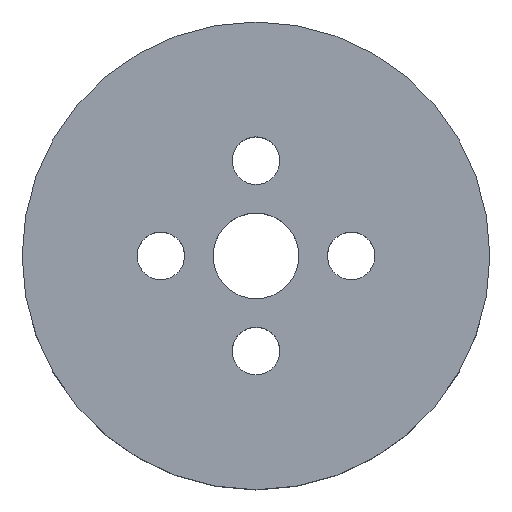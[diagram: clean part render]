
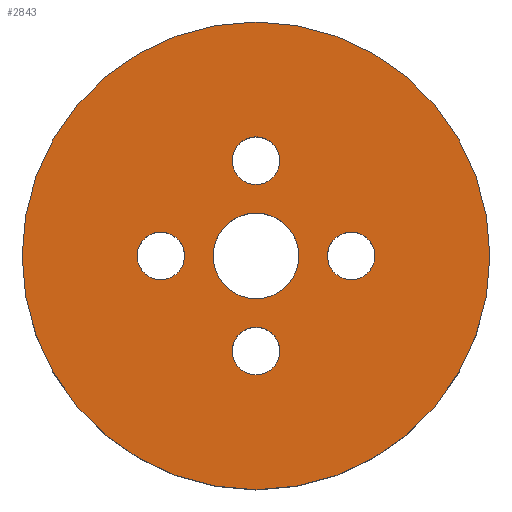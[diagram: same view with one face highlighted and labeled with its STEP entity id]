
A CAD part, top view. The second image highlights one B-rep face of the part: STEP entity #2843.
In plain terms, the highlighted planar face has unit normal (0, 0, 1).
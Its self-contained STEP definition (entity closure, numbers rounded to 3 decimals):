
#23=FACE_BOUND('',#337,.T.);
#24=FACE_BOUND('',#338,.T.);
#25=FACE_BOUND('',#339,.T.);
#26=FACE_BOUND('',#340,.T.);
#27=FACE_BOUND('',#341,.T.);
#31=PLANE('',#3307);
#179=FACE_OUTER_BOUND('',#336,.T.);
#336=EDGE_LOOP('',(#2393));
#337=EDGE_LOOP('',(#2394));
#338=EDGE_LOOP('',(#2395));
#339=EDGE_LOOP('',(#2396));
#340=EDGE_LOOP('',(#2397));
#341=EDGE_LOOP('',(#2398));
#641=CIRCLE('',#2872,2.);
#643=CIRCLE('',#2875,2.);
#645=CIRCLE('',#2878,2.);
#647=CIRCLE('',#2881,2.);
#930=CIRCLE('',#3306,19.659);
#931=CIRCLE('',#3308,3.6);
#935=VERTEX_POINT('',#4357);
#937=VERTEX_POINT('',#4363);
#939=VERTEX_POINT('',#4369);
#941=VERTEX_POINT('',#4375);
#1224=VERTEX_POINT('',#5223);
#1225=VERTEX_POINT('',#5227);
#1229=EDGE_CURVE('',#935,#935,#641,.T.);
#1232=EDGE_CURVE('',#937,#937,#643,.T.);
#1235=EDGE_CURVE('',#939,#939,#645,.T.);
#1238=EDGE_CURVE('',#941,#941,#647,.T.);
#1662=EDGE_CURVE('',#1224,#1224,#930,.T.);
#1663=EDGE_CURVE('',#1225,#1225,#931,.T.);
#2393=ORIENTED_EDGE('',*,*,#1662,.T.);
#2394=ORIENTED_EDGE('',*,*,#1229,.T.);
#2395=ORIENTED_EDGE('',*,*,#1232,.T.);
#2396=ORIENTED_EDGE('',*,*,#1235,.T.);
#2397=ORIENTED_EDGE('',*,*,#1238,.T.);
#2398=ORIENTED_EDGE('',*,*,#1663,.F.);
#2843=ADVANCED_FACE('',(#179,#23,#24,#25,#26,#27),#31,.T.);
#2872=AXIS2_PLACEMENT_3D('',#4358,#3320,#3321);
#2875=AXIS2_PLACEMENT_3D('',#4364,#3327,#3328);
#2878=AXIS2_PLACEMENT_3D('',#4370,#3334,#3335);
#2881=AXIS2_PLACEMENT_3D('',#4376,#3341,#3342);
#3306=AXIS2_PLACEMENT_3D('',#5225,#4332,#4333);
#3307=AXIS2_PLACEMENT_3D('',#5226,#4334,#4335);
#3308=AXIS2_PLACEMENT_3D('',#5228,#4336,#4337);
#3320=DIRECTION('center_axis',(0.,0.,-1.));
#3321=DIRECTION('ref_axis',(1.,0.,0.));
#3327=DIRECTION('center_axis',(0.,0.,-1.));
#3328=DIRECTION('ref_axis',(1.,0.,0.));
#3334=DIRECTION('center_axis',(0.,0.,-1.));
#3335=DIRECTION('ref_axis',(1.,0.,0.));
#3341=DIRECTION('center_axis',(0.,0.,-1.));
#3342=DIRECTION('ref_axis',(1.,0.,0.));
#4332=DIRECTION('center_axis',(0.,0.,1.));
#4333=DIRECTION('ref_axis',(1.,0.,0.));
#4334=DIRECTION('center_axis',(0.,0.,1.));
#4335=DIRECTION('ref_axis',(1.,0.,0.));
#4336=DIRECTION('center_axis',(0.,0.,1.));
#4337=DIRECTION('ref_axis',(1.,0.,0.));
#4357=CARTESIAN_POINT('',(-2.,8.,6.5));
#4358=CARTESIAN_POINT('Origin',(0.,8.,6.5));
#4363=CARTESIAN_POINT('',(6.,0.,6.5));
#4364=CARTESIAN_POINT('Origin',(8.,0.,6.5));
#4369=CARTESIAN_POINT('',(-2.,-8.,6.5));
#4370=CARTESIAN_POINT('Origin',(0.,-8.,6.5));
#4375=CARTESIAN_POINT('',(-10.,0.,6.5));
#4376=CARTESIAN_POINT('Origin',(-8.,0.,6.5));
#5223=CARTESIAN_POINT('',(19.659,0.,6.5));
#5225=CARTESIAN_POINT('Origin',(0.,0.,6.5));
#5226=CARTESIAN_POINT('Origin',(0.,0.,6.5));
#5227=CARTESIAN_POINT('',(-3.6,0.,6.5));
#5228=CARTESIAN_POINT('Origin',(0.,0.,
6.5));
